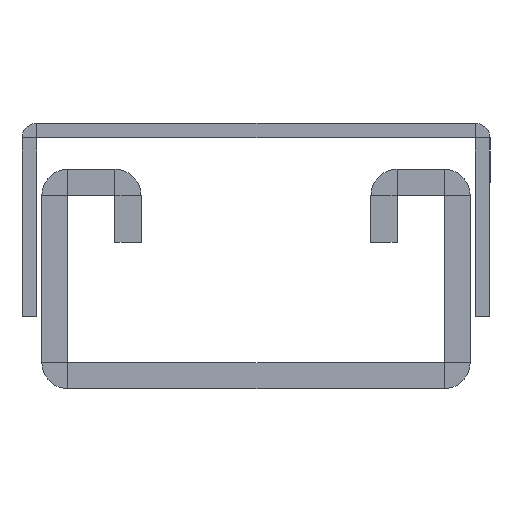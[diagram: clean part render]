
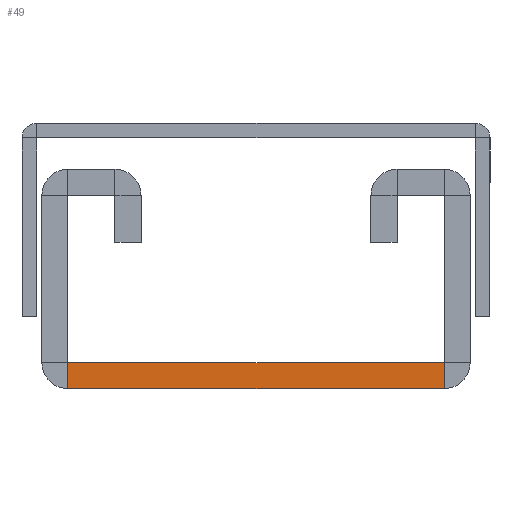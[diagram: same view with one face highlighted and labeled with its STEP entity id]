
A CAD part, left-side view. The second image highlights one B-rep face of the part: STEP entity #49.
In plain terms, the highlighted planar face has unit normal (-1, 0, 0).
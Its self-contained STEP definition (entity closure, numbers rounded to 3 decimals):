
#43 = CARTESIAN_POINT ( 'NONE',  ( 0., 18., 0. ) ) ;
#49 = ADVANCED_FACE ( 'NONE', ( #1776 ), #425, .T. ) ;
#144 = DIRECTION ( 'NONE',  ( 0., 1., 0. ) ) ;
#216 = LINE ( 'NONE', #1309, #2885 ) ;
#263 = VECTOR ( 'NONE', #3175, 1000. ) ;
#425 = PLANE ( 'NONE',  #2122 ) ;
#723 = EDGE_CURVE ( 'NONE', #2801, #1526, #3197, .T. ) ;
#1052 = VERTEX_POINT ( 'NONE', #43 ) ;
#1162 = VECTOR ( 'NONE', #144, 1000. ) ;
#1262 = ORIENTED_EDGE ( 'NONE', *, *, #2730, .F. ) ;
#1309 = CARTESIAN_POINT ( 'NONE',  ( 0., -18., 2.5 ) ) ;
#1478 = CARTESIAN_POINT ( 'NONE',  ( 0., -18., 0. ) ) ;
#1490 = DIRECTION ( 'NONE',  ( 0., 1., 0. ) ) ;
#1526 = VERTEX_POINT ( 'NONE', #1739 ) ;
#1547 = CARTESIAN_POINT ( 'NONE',  ( 0., 0., 2.5 ) ) ;
#1553 = CARTESIAN_POINT ( 'NONE',  ( 0., 18., 2.5 ) ) ;
#1739 = CARTESIAN_POINT ( 'NONE',  ( 0., 18., 2.5 ) ) ;
#1776 = FACE_OUTER_BOUND ( 'NONE', #2260, .T. ) ;
#1849 = VERTEX_POINT ( 'NONE', #1478 ) ;
#1854 = EDGE_CURVE ( 'NONE', #1849, #1052, #3138, .T. ) ;
#2122 = AXIS2_PLACEMENT_3D ( 'NONE', #2922, #2907, #2164 ) ;
#2161 = ORIENTED_EDGE ( 'NONE', *, *, #723, .T. ) ;
#2164 = DIRECTION ( 'NONE',  ( 0., -1., 0. ) ) ;
#2249 = CARTESIAN_POINT ( 'NONE',  ( 0., -18., 2.5 ) ) ;
#2260 = EDGE_LOOP ( 'NONE', ( #2161, #3421, #2505, #1262 ) ) ;
#2387 = DIRECTION ( 'NONE',  ( 0., 0., -1. ) ) ;
#2505 = ORIENTED_EDGE ( 'NONE', *, *, #1854, .F. ) ;
#2630 = LINE ( 'NONE', #1553, #263 ) ;
#2730 = EDGE_CURVE ( 'NONE', #2801, #1849, #216, .T. ) ;
#2801 = VERTEX_POINT ( 'NONE', #2249 ) ;
#2864 = CARTESIAN_POINT ( 'NONE',  ( 0., 0., 0. ) ) ;
#2885 = VECTOR ( 'NONE', #2387, 1000. ) ;
#2907 = DIRECTION ( 'NONE',  ( -1., 0., 0. ) ) ;
#2922 = CARTESIAN_POINT ( 'NONE',  ( 0., 13.5, 18.5 ) ) ;
#3062 = VECTOR ( 'NONE', #1490, 1000. ) ;
#3138 = LINE ( 'NONE', #2864, #1162 ) ;
#3175 = DIRECTION ( 'NONE',  ( 0., 0., -1. ) ) ;
#3197 = LINE ( 'NONE', #1547, #3062 ) ;
#3421 = ORIENTED_EDGE ( 'NONE', *, *, #3475, .T. ) ;
#3475 = EDGE_CURVE ( 'NONE', #1526, #1052, #2630, .T. ) ;
